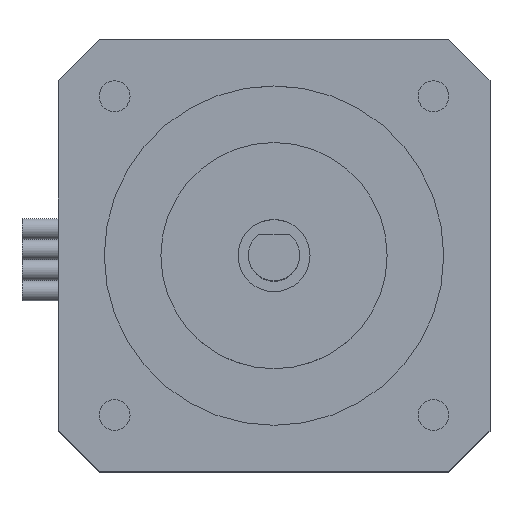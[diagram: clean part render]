
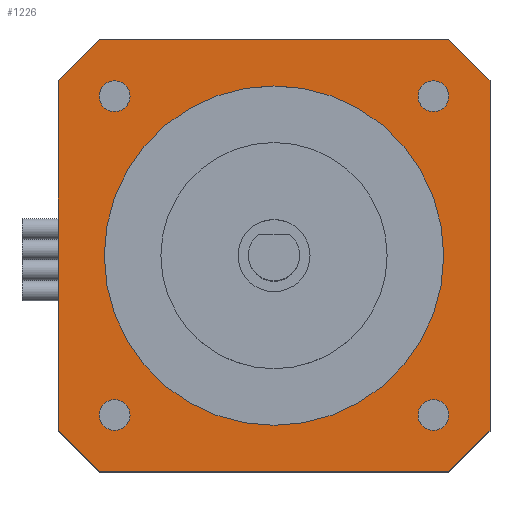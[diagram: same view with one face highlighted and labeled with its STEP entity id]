
A CAD part, top view. The second image highlights one B-rep face of the part: STEP entity #1226.
In plain terms, the highlighted planar face has unit normal (0, 0, 1).
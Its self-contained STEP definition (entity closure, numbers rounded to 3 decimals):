
#55=LINE('',#1987,#126);
#74=LINE('',#2055,#145);
#75=LINE('',#2057,#146);
#76=LINE('',#2059,#147);
#77=LINE('',#2061,#148);
#78=LINE('',#2063,#149);
#79=LINE('',#2065,#150);
#80=LINE('',#2066,#151);
#126=VECTOR('',#1650,1000.);
#145=VECTOR('',#1721,1000.);
#146=VECTOR('',#1722,1000.);
#147=VECTOR('',#1723,1000.);
#148=VECTOR('',#1724,1000.);
#149=VECTOR('',#1725,1000.);
#150=VECTOR('',#1726,1000.);
#151=VECTOR('',#1727,1000.);
#192=FACE_BOUND('',#498,.T.);
#193=FACE_BOUND('',#499,.T.);
#194=FACE_BOUND('',#500,.T.);
#195=FACE_BOUND('',#501,.T.);
#196=FACE_BOUND('',#502,.T.);
#380=FACE_OUTER_BOUND('',#497,.T.);
#497=EDGE_LOOP('',(#1041,#1042,#1043,#1044,#1045,#1046,#1047,#1048));
#498=EDGE_LOOP('',(#1049));
#499=EDGE_LOOP('',(#1050));
#500=EDGE_LOOP('',(#1051));
#501=EDGE_LOOP('',(#1052));
#502=EDGE_LOOP('',(#1053));
#585=CIRCLE('',#1380,16.5);
#586=CIRCLE('',#1381,1.5);
#587=CIRCLE('',#1382,1.5);
#588=CIRCLE('',#1383,1.5);
#589=CIRCLE('',#1384,1.5);
#655=VERTEX_POINT('',#1985);
#656=VERTEX_POINT('',#1986);
#679=VERTEX_POINT('',#2054);
#680=VERTEX_POINT('',#2056);
#681=VERTEX_POINT('',#2058);
#682=VERTEX_POINT('',#2060);
#683=VERTEX_POINT('',#2062);
#684=VERTEX_POINT('',#2064);
#685=VERTEX_POINT('',#2067);
#686=VERTEX_POINT('',#2069);
#687=VERTEX_POINT('',#2071);
#688=VERTEX_POINT('',#2073);
#689=VERTEX_POINT('',#2075);
#776=EDGE_CURVE('',#655,#656,#55,.T.);
#807=EDGE_CURVE('',#656,#679,#74,.T.);
#808=EDGE_CURVE('',#679,#680,#75,.T.);
#809=EDGE_CURVE('',#680,#681,#76,.T.);
#810=EDGE_CURVE('',#681,#682,#77,.T.);
#811=EDGE_CURVE('',#682,#683,#78,.T.);
#812=EDGE_CURVE('',#683,#684,#79,.T.);
#813=EDGE_CURVE('',#684,#655,#80,.T.);
#814=EDGE_CURVE('',#685,#685,#585,.T.);
#815=EDGE_CURVE('',#686,#686,#586,.T.);
#816=EDGE_CURVE('',#687,#687,#587,.T.);
#817=EDGE_CURVE('',#688,#688,#588,.T.);
#818=EDGE_CURVE('',#689,#689,#589,.T.);
#1041=ORIENTED_EDGE('',*,*,#776,.T.);
#1042=ORIENTED_EDGE('',*,*,#807,.T.);
#1043=ORIENTED_EDGE('',*,*,#808,.T.);
#1044=ORIENTED_EDGE('',*,*,#809,.T.);
#1045=ORIENTED_EDGE('',*,*,#810,.T.);
#1046=ORIENTED_EDGE('',*,*,#811,.T.);
#1047=ORIENTED_EDGE('',*,*,#812,.T.);
#1048=ORIENTED_EDGE('',*,*,#813,.T.);
#1049=ORIENTED_EDGE('',*,*,#814,.T.);
#1050=ORIENTED_EDGE('',*,*,#815,.T.);
#1051=ORIENTED_EDGE('',*,*,#816,.T.);
#1052=ORIENTED_EDGE('',*,*,#817,.T.);
#1053=ORIENTED_EDGE('',*,*,#818,.T.);
#1147=PLANE('',#1379);
#1226=ADVANCED_FACE('',(#380,#192,#193,#194,#195,#196),#1147,.T.);
#1379=AXIS2_PLACEMENT_3D('',#2053,#1719,#1720);
#1380=AXIS2_PLACEMENT_3D('',#2068,#1728,#1729);
#1381=AXIS2_PLACEMENT_3D('',#2070,#1730,#1731);
#1382=AXIS2_PLACEMENT_3D('',#2072,#1732,#1733);
#1383=AXIS2_PLACEMENT_3D('',#2074,#1734,#1735);
#1384=AXIS2_PLACEMENT_3D('',#2076,#1736,#1737);
#1650=DIRECTION('',(0.,-1.,0.));
#1719=DIRECTION('center_axis',(0.,0.,1.));
#1720=DIRECTION('ref_axis',(1.,0.,0.));
#1721=DIRECTION('',(0.707,-0.707,0.));
#1722=DIRECTION('',(1.,0.,0.));
#1723=DIRECTION('',(0.707,0.707,0.));
#1724=DIRECTION('',(0.,1.,0.));
#1725=DIRECTION('',(-0.707,0.707,0.));
#1726=DIRECTION('',(-1.,0.,0.));
#1727=DIRECTION('',(-0.707,-0.707,0.));
#1728=DIRECTION('center_axis',(0.,0.,-1.));
#1729=DIRECTION('ref_axis',(1.,0.,0.));
#1730=DIRECTION('center_axis',(0.,0.,-1.));
#1731=DIRECTION('ref_axis',(1.,0.,0.));
#1732=DIRECTION('center_axis',(0.,0.,-1.));
#1733=DIRECTION('ref_axis',(1.,0.,0.));
#1734=DIRECTION('center_axis',(0.,0.,-1.));
#1735=DIRECTION('ref_axis',(1.,0.,0.));
#1736=DIRECTION('center_axis',(0.,0.,-1.));
#1737=DIRECTION('ref_axis',(1.,0.,0.));
#1985=CARTESIAN_POINT('',(-21.,17.007,0.));
#1986=CARTESIAN_POINT('',(-21.,-17.007,0.));
#1987=CARTESIAN_POINT('',(-21.,17.007,0.));
#2053=CARTESIAN_POINT('Origin',(0.,0.,0.));
#2054=CARTESIAN_POINT('',(-17.007,-21.,0.));
#2055=CARTESIAN_POINT('',(-21.,-17.007,0.));
#2056=CARTESIAN_POINT('',(17.007,-21.,0.));
#2057=CARTESIAN_POINT('',(-17.007,-21.,0.));
#2058=CARTESIAN_POINT('',(21.,-17.007,0.));
#2059=CARTESIAN_POINT('',(21.,-17.007,0.));
#2060=CARTESIAN_POINT('',(21.,17.007,0.));
#2061=CARTESIAN_POINT('',(21.,17.007,0.));
#2062=CARTESIAN_POINT('',(17.007,21.,0.));
#2063=CARTESIAN_POINT('',(17.007,21.,0.));
#2064=CARTESIAN_POINT('',(-17.007,21.,0.));
#2065=CARTESIAN_POINT('',(-17.007,21.,0.));
#2066=CARTESIAN_POINT('',(-17.007,21.,0.));
#2067=CARTESIAN_POINT('',(16.5,0.,0.));
#2068=CARTESIAN_POINT('Origin',(0.,0.,0.));
#2069=CARTESIAN_POINT('',(-14.,-15.5,0.));
#2070=CARTESIAN_POINT('Origin',(-15.5,-15.5,0.));
#2071=CARTESIAN_POINT('',(17.,-15.5,0.));
#2072=CARTESIAN_POINT('Origin',(15.5,-15.5,0.));
#2073=CARTESIAN_POINT('',(-14.,15.5,0.));
#2074=CARTESIAN_POINT('Origin',(-15.5,15.5,0.));
#2075=CARTESIAN_POINT('',(17.,15.5,0.));
#2076=CARTESIAN_POINT('Origin',(15.5,15.5,0.));
